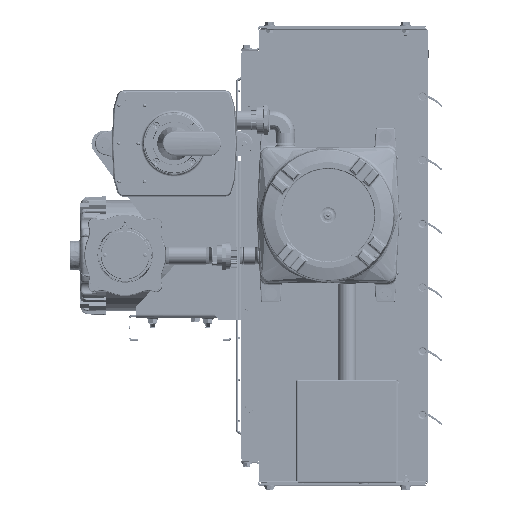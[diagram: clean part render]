
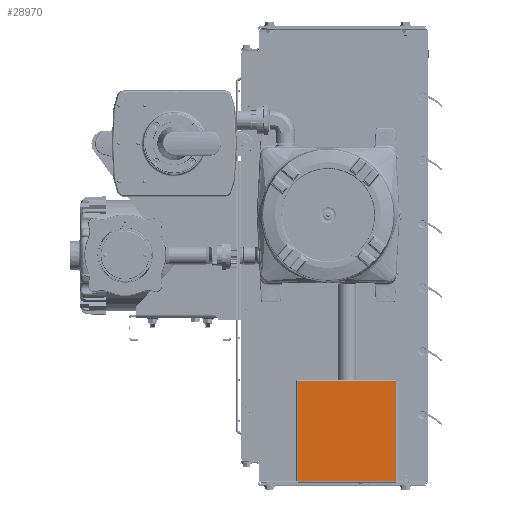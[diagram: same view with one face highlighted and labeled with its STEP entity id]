
A CAD part, top view. The second image highlights one B-rep face of the part: STEP entity #28970.
In plain terms, the highlighted planar face has unit normal (0, 0, 1).
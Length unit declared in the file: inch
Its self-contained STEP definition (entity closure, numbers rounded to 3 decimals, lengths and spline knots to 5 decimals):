
#1435 = DIRECTION ( 'NONE',  ( -1., 0., 0. ) ) ;
#2776 = LINE ( 'NONE', #68734, #152463 ) ;
#15983 = VERTEX_POINT ( 'NONE', #193186 ) ;
#28970 = ADVANCED_FACE ( 'NONE', ( #68359 ), #51776, .T. ) ;
#32172 = DIRECTION ( 'NONE',  ( 0., 0., 1. ) ) ;
#35655 = EDGE_CURVE ( 'NONE', #155429, #203775, #193042, .T. ) ;
#39884 = LINE ( 'NONE', #43145, #195914 ) ;
#43145 = CARTESIAN_POINT ( 'NONE',  ( -2.9022, 1.74543, 16.5648 ) ) ;
#49720 = EDGE_CURVE ( 'NONE', #231529, #155429, #200284, .T. ) ;
#50690 = ORIENTED_EDGE ( 'NONE', *, *, #35655, .T. ) ;
#51776 = PLANE ( 'NONE',  #249868 ) ;
#55430 = EDGE_LOOP ( 'NONE', ( #58932, #50690, #156103, #131879 ) ) ;
#58932 = ORIENTED_EDGE ( 'NONE', *, *, #49720, .T. ) ;
#68359 = FACE_OUTER_BOUND ( 'NONE', #55430, .T. ) ;
#68734 = CARTESIAN_POINT ( 'NONE',  ( -2.9022, 1.79543, 16.5648 ) ) ;
#75856 = CARTESIAN_POINT ( 'NONE',  ( 2.9022, 7.69543, 16.5648 ) ) ;
#79749 = DIRECTION ( 'NONE',  ( 0., 1., 0. ) ) ;
#108385 = CARTESIAN_POINT ( 'NONE',  ( -2.9022, 7.69543, 16.5648 ) ) ;
#123411 = CARTESIAN_POINT ( 'NONE',  ( 2.9022, 7.69543, 16.5648 ) ) ;
#131879 = ORIENTED_EDGE ( 'NONE', *, *, #158756, .T. ) ;
#138940 = VECTOR ( 'NONE', #1435, 39.37008 ) ;
#152463 = VECTOR ( 'NONE', #190602, 39.37008 ) ;
#154063 = CARTESIAN_POINT ( 'NONE',  ( -3., 1.74543, 16.5648 ) ) ;
#155429 = VERTEX_POINT ( 'NONE', #75856 ) ;
#156103 = ORIENTED_EDGE ( 'NONE', *, *, #262424, .F. ) ;
#158756 = EDGE_CURVE ( 'NONE', #15983, #231529, #2776, .T. ) ;
#160382 = CARTESIAN_POINT ( 'NONE',  ( 2.9022, 1.79543, 16.5648 ) ) ;
#174569 = DIRECTION ( 'NONE',  ( 0., -1., 0. ) ) ;
#190602 = DIRECTION ( 'NONE',  ( 1., 0., 0. ) ) ;
#193042 = LINE ( 'NONE', #123411, #138940 ) ;
#193186 = CARTESIAN_POINT ( 'NONE',  ( -2.9022, 1.79543, 16.5648 ) ) ;
#195914 = VECTOR ( 'NONE', #205880, 39.37008 ) ;
#200284 = LINE ( 'NONE', #258599, #254463 ) ;
#203775 = VERTEX_POINT ( 'NONE', #108385 ) ;
#205880 = DIRECTION ( 'NONE',  ( 0., 1., 0. ) ) ;
#231529 = VERTEX_POINT ( 'NONE', #160382 ) ;
#249868 = AXIS2_PLACEMENT_3D ( 'NONE', #154063, #32172, #174569 ) ;
#254463 = VECTOR ( 'NONE', #79749, 39.37008 ) ;
#258599 = CARTESIAN_POINT ( 'NONE',  ( 2.9022, 1.74543, 16.5648 ) ) ;
#262424 = EDGE_CURVE ( 'NONE', #15983, #203775, #39884, .T. ) ;
